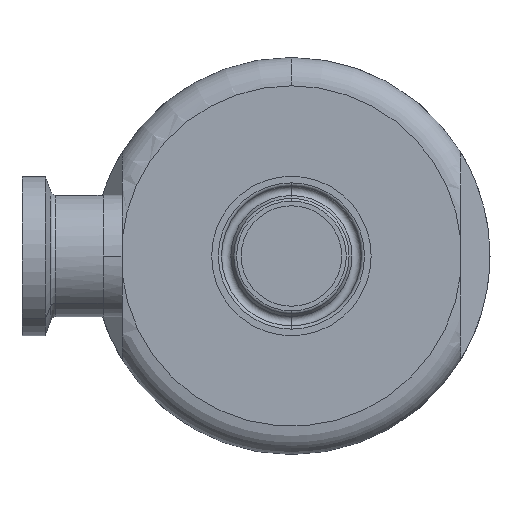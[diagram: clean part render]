
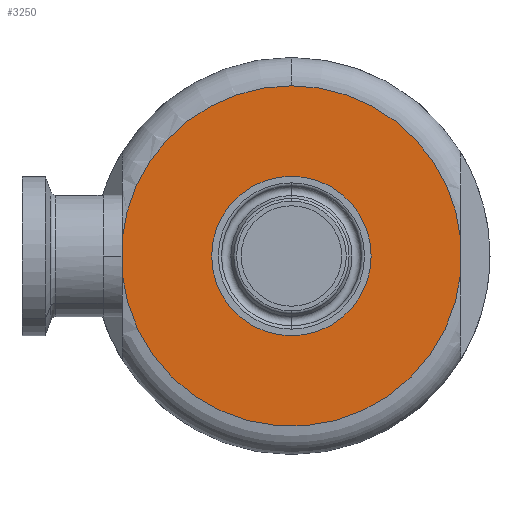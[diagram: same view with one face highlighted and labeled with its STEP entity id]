
A CAD part, front view. The second image highlights one B-rep face of the part: STEP entity #3250.
In plain terms, the highlighted planar face has unit normal (0, -1, 0).
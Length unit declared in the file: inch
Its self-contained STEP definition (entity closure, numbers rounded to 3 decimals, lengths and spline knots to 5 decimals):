
#17 = FACE_BOUND ( 'NONE', #2673, .T. ) ;
#74 = DIRECTION ( 'NONE',  ( 0., 0., 1. ) ) ;
#97 = CARTESIAN_POINT ( 'NONE',  ( 0.375, 0.447, 0. ) ) ;
#108 = CARTESIAN_POINT ( 'NONE',  ( -1.045, 0.447, 0.10235 ) ) ;
#161 = EDGE_CURVE ( 'NONE', #387, #2548, #1147, .T. ) ;
#173 = ORIENTED_EDGE ( 'NONE', *, *, #2004, .F. ) ;
#271 = EDGE_CURVE ( 'NONE', #2021, #2098, #408, .T. ) ;
#384 = VERTEX_POINT ( 'NONE', #108 ) ;
#387 = VERTEX_POINT ( 'NONE', #3167 ) ;
#408 = LINE ( 'NONE', #2283, #1454 ) ;
#431 = ORIENTED_EDGE ( 'NONE', *, *, #2762, .F. ) ;
#488 = LINE ( 'NONE', #2343, #3125 ) ;
#508 = ORIENTED_EDGE ( 'NONE', *, *, #2411, .F. ) ;
#584 = DIRECTION ( 'NONE',  ( 0., 0., -1. ) ) ;
#587 = CARTESIAN_POINT ( 'NONE',  ( 0., 0.447, 0. ) ) ;
#754 = EDGE_CURVE ( 'NONE', #384, #2613, #488, .T. ) ;
#882 = CARTESIAN_POINT ( 'NONE',  ( 1.045, 0.447, -0.10235 ) ) ;
#985 = AXIS2_PLACEMENT_3D ( 'NONE', #3326, #2787, #2813 ) ;
#1088 = CARTESIAN_POINT ( 'NONE',  ( 0., 0.447, 0. ) ) ;
#1107 = CARTESIAN_POINT ( 'NONE',  ( 1.045, 0.447, 0.10235 ) ) ;
#1147 = CIRCLE ( 'NONE', #2429, 0.375 ) ;
#1307 = PLANE ( 'NONE',  #1311 ) ;
#1311 = AXIS2_PLACEMENT_3D ( 'NONE', #2030, #1535, #1790 ) ;
#1350 = DIRECTION ( 'NONE',  ( 1., 0., 0. ) ) ;
#1410 = CARTESIAN_POINT ( 'NONE',  ( -1.045, 0.447, -0.10235 ) ) ;
#1454 = VECTOR ( 'NONE', #584, 39.37008 ) ;
#1529 = EDGE_CURVE ( 'NONE', #2098, #2613, #1804, .T. ) ;
#1535 = DIRECTION ( 'NONE',  ( 0., -1., 0. ) ) ;
#1572 = DIRECTION ( 'NONE',  ( 0., 0., -1. ) ) ;
#1595 = CARTESIAN_POINT ( 'NONE',  ( 0., 0.447, 0. ) ) ;
#1790 = DIRECTION ( 'NONE',  ( 1., 0., 0. ) ) ;
#1804 = CIRCLE ( 'NONE', #2643, 1.05 ) ;
#1859 = DIRECTION ( 'NONE',  ( 0., 0., 1. ) ) ;
#1864 = DIRECTION ( 'NONE',  ( 0., 1., 0. ) ) ;
#1916 = AXIS2_PLACEMENT_3D ( 'NONE', #1595, #2378, #1859 ) ;
#2004 = EDGE_CURVE ( 'NONE', #3098, #2021, #2155, .T. ) ;
#2021 = VERTEX_POINT ( 'NONE', #1107 ) ;
#2030 = CARTESIAN_POINT ( 'NONE',  ( 0., 0.447, 0. ) ) ;
#2061 = DIRECTION ( 'NONE',  ( 0., -1., 0. ) ) ;
#2084 = DIRECTION ( 'NONE',  ( 0., -1., 0. ) ) ;
#2098 = VERTEX_POINT ( 'NONE', #882 ) ;
#2104 = ORIENTED_EDGE ( 'NONE', *, *, #271, .F. ) ;
#2108 = FACE_OUTER_BOUND ( 'NONE', #2402, .T. ) ;
#2155 = CIRCLE ( 'NONE', #1916, 1.05 ) ;
#2236 = CARTESIAN_POINT ( 'NONE',  ( 0., 0.447, 1.05 ) ) ;
#2283 = CARTESIAN_POINT ( 'NONE',  ( 1.045, 0.447, -0.75 ) ) ;
#2305 = ORIENTED_EDGE ( 'NONE', *, *, #161, .F. ) ;
#2343 = CARTESIAN_POINT ( 'NONE',  ( -1.045, 0.447, -0.75 ) ) ;
#2378 = DIRECTION ( 'NONE',  ( 0., 1., 0. ) ) ;
#2402 = EDGE_LOOP ( 'NONE', ( #2918, #2104, #173, #431, #2665 ) ) ;
#2411 = EDGE_CURVE ( 'NONE', #2548, #387, #2596, .T. ) ;
#2429 = AXIS2_PLACEMENT_3D ( 'NONE', #1088, #2061, #1350 ) ;
#2548 = VERTEX_POINT ( 'NONE', #97 ) ;
#2596 = CIRCLE ( 'NONE', #3118, 0.375 ) ;
#2613 = VERTEX_POINT ( 'NONE', #1410 ) ;
#2643 = AXIS2_PLACEMENT_3D ( 'NONE', #2875, #1864, #74 ) ;
#2665 = ORIENTED_EDGE ( 'NONE', *, *, #754, .T. ) ;
#2673 = EDGE_LOOP ( 'NONE', ( #508, #2305 ) ) ;
#2762 = EDGE_CURVE ( 'NONE', #384, #3098, #2969, .T. ) ;
#2787 = DIRECTION ( 'NONE',  ( 0., 1., 0. ) ) ;
#2813 = DIRECTION ( 'NONE',  ( 0., 0., 1. ) ) ;
#2830 = DIRECTION ( 'NONE',  ( 1., 0., 0. ) ) ;
#2875 = CARTESIAN_POINT ( 'NONE',  ( 0., 0.447, 0. ) ) ;
#2918 = ORIENTED_EDGE ( 'NONE', *, *, #1529, .F. ) ;
#2969 = CIRCLE ( 'NONE', #985, 1.05 ) ;
#3098 = VERTEX_POINT ( 'NONE', #2236 ) ;
#3118 = AXIS2_PLACEMENT_3D ( 'NONE', #587, #2084, #2830 ) ;
#3125 = VECTOR ( 'NONE', #1572, 39.37008 ) ;
#3167 = CARTESIAN_POINT ( 'NONE',  ( -0.375, 0.447, 0. ) ) ;
#3250 = ADVANCED_FACE ( 'NONE', ( #2108, #17 ), #1307, .T. ) ;
#3326 = CARTESIAN_POINT ( 'NONE',  ( 0., 0.447, 0. ) ) ;
